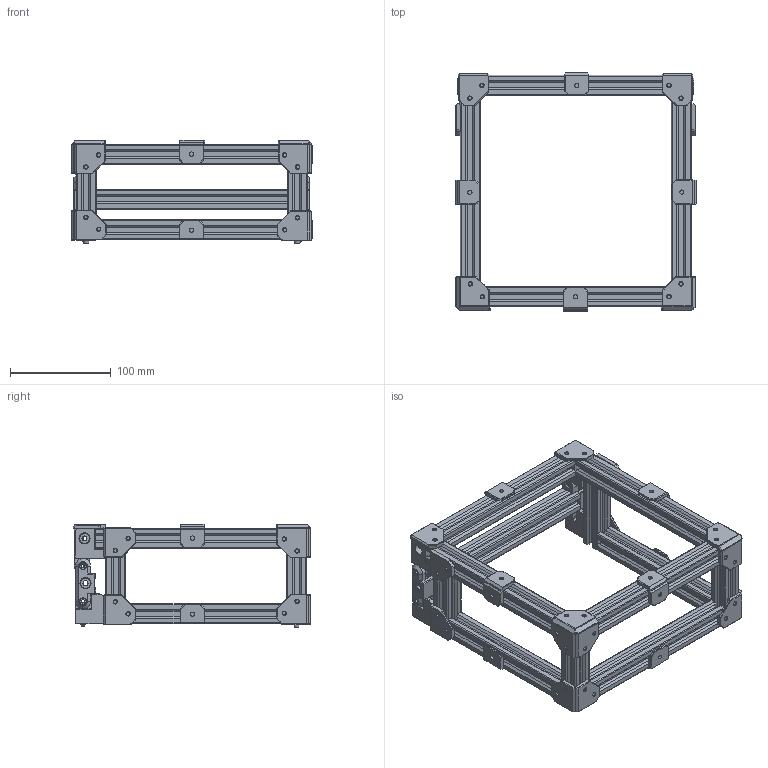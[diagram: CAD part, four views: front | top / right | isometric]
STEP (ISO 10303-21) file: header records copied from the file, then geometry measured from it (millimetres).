
FILE_DESCRIPTION(('HOOPS Exchange Step'),'2;1');
FILE_NAME('temp_export','2020-11-28T08:18:11-06:00',('mobile'),('Shapr3D Limited'),'HOOPS Exchange 2020.2','Shapr3D','Authorized');
FILE_SCHEMA( ('AP203_CONFIGURATION_CONTROLLED_3D_DESIGN_OF_MECHANICAL_PARTS_AND_ASSEMBLIES_MIM_LF') );
Length unit declared in the file: millimetre
Products named in the file (8): 0; AC1FF0C9-D724-4F91-A912-C4CEE18AE8E5.tmp
Assembly tree (7 placements, depth 3):
  AC1FF0C9-D724-4F91-A912-C4CEE18AE8E5.tmp
    0
    0
      0
      0
      0
      0
      0
Bounding box: 238.73 x 236.49 x 103.06 mm (x, y, z)
Volume: 479582.2 mm3; surface area: 370720.4 mm2
Topology: 46 solids, 46 shells, 1808 faces, 5070 edges, 3360 vertices
Faces by surface type: plane 1328, cylinder 336, cone 118, bspline 18, torus 8
Full cylindrical faces by diameter (mm): 3.3 x16, 3.4 x32, 4 x2, 4.2 x10, 5 x16, 6 x2, 6.2 x4, 6.7 x2, 7 x2, 10 x6
Entity records: 62615 total; most frequent: CARTESIAN_POINT 14991, ORIENTED_EDGE 10132, DIRECTION 9478, EDGE_CURVE 5066, VECTOR 3864, LINE 3864, VERTEX_POINT 3360, AXIS2_PLACEMENT_3D 2807
